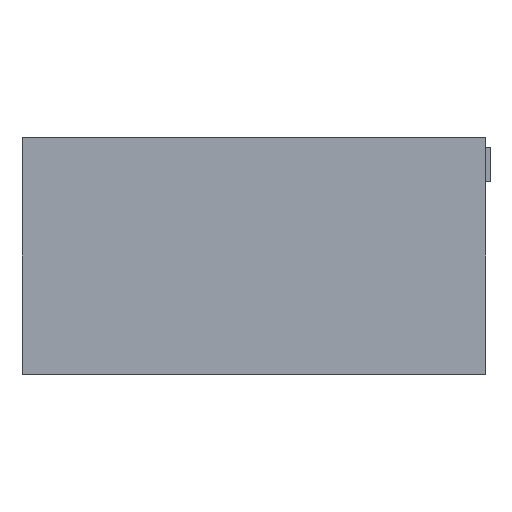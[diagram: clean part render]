
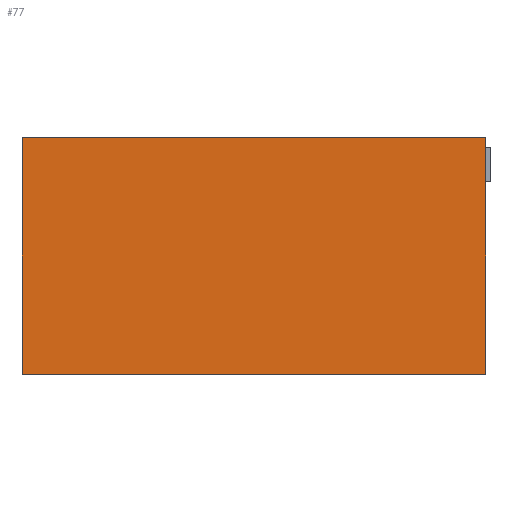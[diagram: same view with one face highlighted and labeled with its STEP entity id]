
A CAD part, left-side view. The second image highlights one B-rep face of the part: STEP entity #77.
In plain terms, the highlighted planar face has unit normal (-1, 0, 0).
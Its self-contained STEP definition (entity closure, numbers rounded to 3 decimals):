
#77 = ADVANCED_FACE( '', ( #246 ), #247, .F. );
#246 = FACE_OUTER_BOUND( '', #947, .T. );
#247 = PLANE( '', #948 );
#947 = EDGE_LOOP( '', ( #2019, #2020, #2021, #2022 ) );
#948 = AXIS2_PLACEMENT_3D( '', #2023, #2024, #2025 );
#2019 = ORIENTED_EDGE( '', *, *, #2750, .T. );
#2020 = ORIENTED_EDGE( '', *, *, #2753, .T. );
#2021 = ORIENTED_EDGE( '', *, *, #2820, .F. );
#2022 = ORIENTED_EDGE( '', *, *, #2736, .F. );
#2023 = CARTESIAN_POINT( '', ( -234.95, -171.45, 34.029 ) );
#2024 = DIRECTION( '', ( 1., 0., 0. ) );
#2025 = DIRECTION( '', ( 0., 0., -1. ) );
#2736 = EDGE_CURVE( '', #3063, #3065, #3066, .T. );
#2750 = EDGE_CURVE( '', #3063, #3091, #3092, .T. );
#2753 = EDGE_CURVE( '', #3091, #3096, #3097, .T. );
#2820 = EDGE_CURVE( '', #3065, #3096, #3210, .T. );
#3063 = VERTEX_POINT( '', #3643 );
#3065 = VERTEX_POINT( '', #3646 );
#3066 = LINE( '', #3647, #3648 );
#3091 = VERTEX_POINT( '', #3679 );
#3092 = LINE( '', #3680, #3681 );
#3096 = VERTEX_POINT( '', #3687 );
#3097 = LINE( '', #3688, #3689 );
#3210 = LINE( '', #4009, #4010 );
#3643 = CARTESIAN_POINT( '', ( -234.95, -171.45, 30.854 ) );
#3646 = CARTESIAN_POINT( '', ( -234.95, -171.45, -143.771 ) );
#3647 = CARTESIAN_POINT( '', ( -234.95, -171.45, 34.029 ) );
#3648 = VECTOR( '', #4364, 1000. );
#3679 = CARTESIAN_POINT( '', ( -234.95, 171.45, 30.854 ) );
#3680 = CARTESIAN_POINT( '', ( -234.95, -171.45, 30.854 ) );
#3681 = VECTOR( '', #4392, 1000. );
#3687 = CARTESIAN_POINT( '', ( -234.95, 171.45, -143.771 ) );
#3688 = CARTESIAN_POINT( '', ( -234.95, 171.45, 34.029 ) );
#3689 = VECTOR( '', #4395, 1000. );
#4009 = CARTESIAN_POINT( '', ( -234.95, -171.45, -143.771 ) );
#4010 = VECTOR( '', #4487, 1000. );
#4364 = DIRECTION( '', ( 0., 0., -1. ) );
#4392 = DIRECTION( '', ( 0., 1., 0. ) );
#4395 = DIRECTION( '', ( 0., 0., -1. ) );
#4487 = DIRECTION( '', ( 0., 1., 0. ) );
